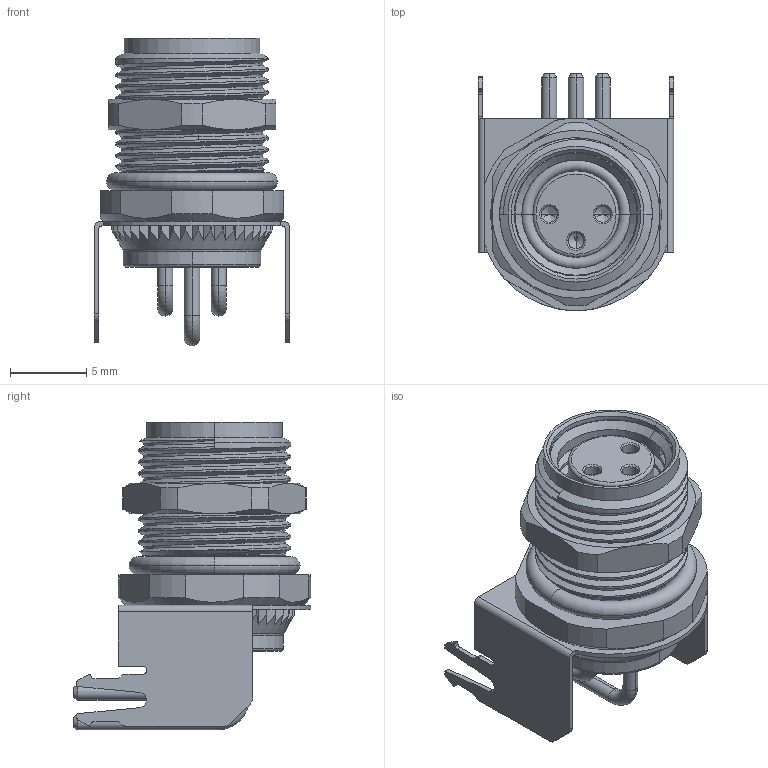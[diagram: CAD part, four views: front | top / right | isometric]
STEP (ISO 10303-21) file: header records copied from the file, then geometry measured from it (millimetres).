
FILE_DESCRIPTION((''),'2;1');
FILE_NAME('M8-FABK03-003S_3_3','2025-09-08T',('gongcheng16'),(''),'PRO/ENGINEER BY PARAMETRIC TECHNOLOGY CORPORATION, 2010280','PRO/ENGINEER BY PARAMETRIC TECHNOLOGY CORPORATION, 2010280','');
FILE_SCHEMA(('CONFIG_CONTROL_DESIGN'));
Products named in the file (1): M8-FABK03-003S_3_3
Bounding box: 12.8 x 15.55 x 20.15 mm (x, y, z)
Volume: 253.3 mm3; surface area: 14840.9 mm2
Topology: 1 solids, 98 shells, 2169 faces, 7407 edges, 5224 vertices
Faces by surface type: plane 837, cylinder 817, cone 296, torus 126, bspline 93
Entity records: 118041 total; most frequent: CARTESIAN_POINT 56185, DIRECTION 12547, ORIENTED_EDGE 12378, EDGE_CURVE 7401, VERTEX_POINT 5224, AXIS2_PLACEMENT_3D 4658, VECTOR 3231, LINE 3231
